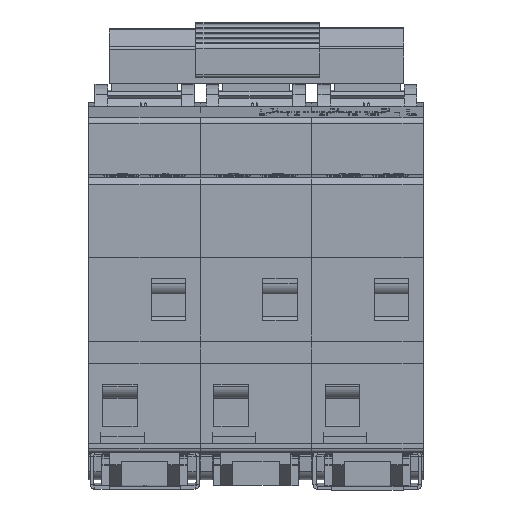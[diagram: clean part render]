
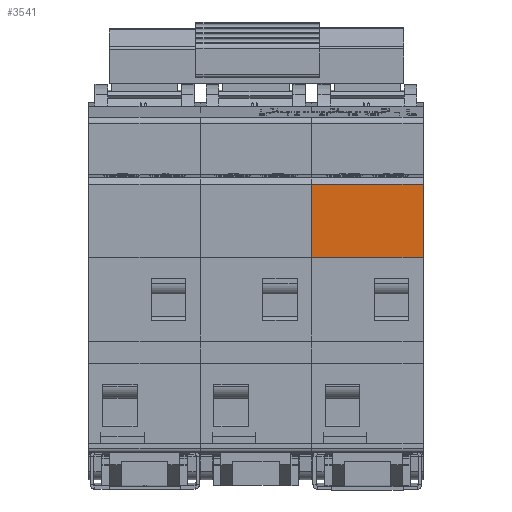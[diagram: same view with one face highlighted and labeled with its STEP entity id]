
A CAD part, left-side view. The second image highlights one B-rep face of the part: STEP entity #3541.
In plain terms, the highlighted face is planar.
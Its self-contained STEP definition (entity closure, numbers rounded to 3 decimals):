
#3541=ADVANCED_FACE('',(#13431),#13433,.T.);
#13431=FACE_BOUND('',#13432,.T.);
#13432=EDGE_LOOP('',(#27575,#27576,#27577,#27578));
#13433=PLANE('',#13434);
#13434=AXIS2_PLACEMENT_3D('',#13435,#13436,#13437);
#13435=CARTESIAN_POINT('',(48.75,0.,-3.24));
#13436=DIRECTION('',(-1.,0.,0.));
#13437=DIRECTION('',(0.,0.,1.));
#27575=ORIENTED_EDGE('',*,*,#37061,.T.);
#27576=ORIENTED_EDGE('',*,*,#36749,.F.);
#27577=ORIENTED_EDGE('',*,*,#37062,.F.);
#27578=ORIENTED_EDGE('',*,*,#36658,.T.);
#36658=EDGE_CURVE('',#44059,#44057,#44060,.T.);
#36749=EDGE_CURVE('',#44238,#44240,#44241,.T.);
#37061=EDGE_CURVE('',#44057,#44240,#44775,.T.);
#37062=EDGE_CURVE('',#44059,#44238,#44776,.T.);
#44057=VERTEX_POINT('',#58831);
#44059=VERTEX_POINT('',#58835);
#44060=LINE('',#58836,#58837);
#44238=VERTEX_POINT('',#59208);
#44240=VERTEX_POINT('',#59212);
#44241=LINE('',#59213,#59214);
#44775=LINE('',#60381,#60382);
#44776=LINE('',#60384,#60385);
#58831=CARTESIAN_POINT('',(48.75,0.,8.56));
#58835=CARTESIAN_POINT('',(48.75,0.,-3.24));
#58836=CARTESIAN_POINT('',(48.75,0.,-3.24));
#58837=VECTOR('',#58838,1.);
#58838=DIRECTION('',(0.,0.,1.));
#59208=CARTESIAN_POINT('',(48.75,18.,-3.24));
#59212=CARTESIAN_POINT('',(48.75,18.,8.56));
#59213=CARTESIAN_POINT('',(48.75,18.,-3.24));
#59214=VECTOR('',#59215,1.);
#59215=DIRECTION('',(0.,0.,1.));
#60381=CARTESIAN_POINT('',(48.75,0.,8.56));
#60382=VECTOR('',#60383,1.);
#60383=DIRECTION('',(0.,1.,0.));
#60384=CARTESIAN_POINT('',(48.75,0.,-3.24));
#60385=VECTOR('',#60386,1.);
#60386=DIRECTION('',(0.,1.,0.));
